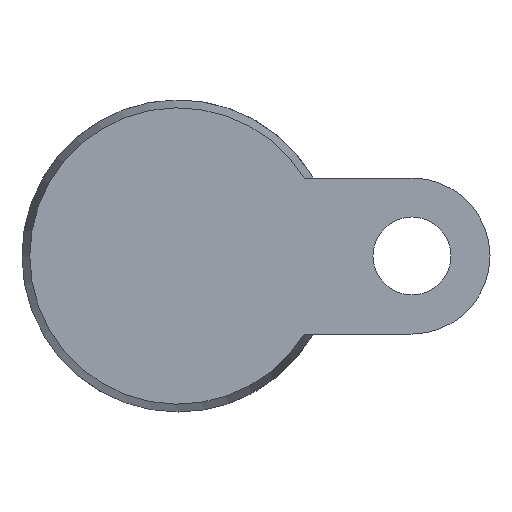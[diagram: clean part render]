
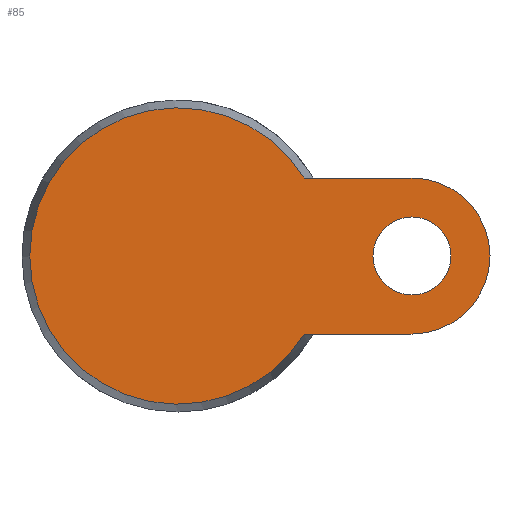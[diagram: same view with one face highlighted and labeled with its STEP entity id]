
A CAD part, front view. The second image highlights one B-rep face of the part: STEP entity #85.
In plain terms, the highlighted planar face has unit normal (0, -1, 0).
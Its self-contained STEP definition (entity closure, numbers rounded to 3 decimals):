
#85 = ADVANCED_FACE( '', ( #203, #204 ), #205, .F. );
#203 = FACE_BOUND( '', #362, .T. );
#204 = FACE_OUTER_BOUND( '', #363, .T. );
#205 = PLANE( '', #364 );
#362 = EDGE_LOOP( '', ( #553 ) );
#363 = EDGE_LOOP( '', ( #554, #555, #556, #557 ) );
#364 = AXIS2_PLACEMENT_3D( '', #558, #559, #560 );
#553 = ORIENTED_EDGE( '', *, *, #880, .T. );
#554 = ORIENTED_EDGE( '', *, *, #881, .F. );
#555 = ORIENTED_EDGE( '', *, *, #882, .T. );
#556 = ORIENTED_EDGE( '', *, *, #883, .F. );
#557 = ORIENTED_EDGE( '', *, *, #884, .F. );
#558 = CARTESIAN_POINT( '', ( 28.5, 0., 0. ) );
#559 = DIRECTION( '', ( 0., 1., 0. ) );
#560 = DIRECTION( '', ( 0., 0., 1. ) );
#880 = EDGE_CURVE( '', #1042, #1042, #1043, .T. );
#881 = EDGE_CURVE( '', #1044, #1045, #1046, .T. );
#882 = EDGE_CURVE( '', #1044, #1047, #1048, .T. );
#883 = EDGE_CURVE( '', #1049, #1047, #1050, .T. );
#884 = EDGE_CURVE( '', #1045, #1049, #1051, .T. );
#1042 = VERTEX_POINT( '', #1304 );
#1043 = CIRCLE( '', #1305, 7.5 );
#1044 = VERTEX_POINT( '', #1306 );
#1045 = VERTEX_POINT( '', #1307 );
#1046 = LINE( '', #1308, #1309 );
#1047 = VERTEX_POINT( '', #1310 );
#1048 = CIRCLE( '', #1311, 28.5 );
#1049 = VERTEX_POINT( '', #1312 );
#1050 = LINE( '', #1313, #1314 );
#1051 = CIRCLE( '', #1315, 15. );
#1304 = CARTESIAN_POINT( '', ( 52.5, 0., 0. ) );
#1305 = AXIS2_PLACEMENT_3D( '', #1568, #1569, #1570 );
#1306 = CARTESIAN_POINT( '', ( 24.233, 0., 15. ) );
#1307 = CARTESIAN_POINT( '', ( 45., 0., 15. ) );
#1308 = CARTESIAN_POINT( '', ( 0., 0., 15. ) );
#1309 = VECTOR( '', #1571, 1000. );
#1310 = CARTESIAN_POINT( '', ( 24.233, 0., -15. ) );
#1311 = AXIS2_PLACEMENT_3D( '', #1572, #1573, #1574 );
#1312 = CARTESIAN_POINT( '', ( 45., 0., -15. ) );
#1313 = CARTESIAN_POINT( '', ( 45., 0., -15. ) );
#1314 = VECTOR( '', #1575, 1000. );
#1315 = AXIS2_PLACEMENT_3D( '', #1576, #1577, #1578 );
#1568 = CARTESIAN_POINT( '', ( 45., 0., 0. ) );
#1569 = DIRECTION( '', ( 0., 1., 0. ) );
#1570 = DIRECTION( '', ( 1., 0., 0. ) );
#1571 = DIRECTION( '', ( 1., 0., 0. ) );
#1572 = CARTESIAN_POINT( '', ( 0., 0., 0. ) );
#1573 = DIRECTION( '', ( 0., -1., 0. ) );
#1574 = DIRECTION( '', ( 0., 0., -1. ) );
#1575 = DIRECTION( '', ( -1., 0., 0. ) );
#1576 = CARTESIAN_POINT( '', ( 45., 0., 0. ) );
#1577 = DIRECTION( '', ( 0., 1., 0. ) );
#1578 = DIRECTION( '', ( 1., 0., 0. ) );
